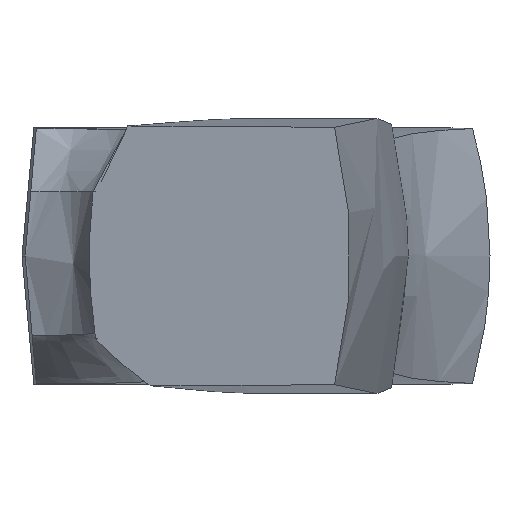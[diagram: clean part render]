
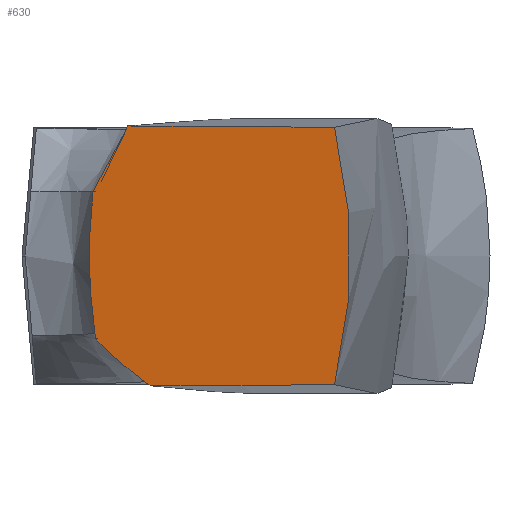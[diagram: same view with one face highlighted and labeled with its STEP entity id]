
A CAD part, front view. The second image highlights one B-rep face of the part: STEP entity #630.
In plain terms, the highlighted planar face has unit normal (-0.17, -0.985, 0).
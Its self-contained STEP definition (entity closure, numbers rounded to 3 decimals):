
#65=ELLIPSE('',#680,3903.504,663.919);
#66=ELLIPSE('',#682,3903.504,663.919);
#71=PLANE('',#679);
#86=CIRCLE('',#678,28.625);
#87=CIRCLE('',#681,28.625);
#102=FACE_OUTER_BOUND('',#139,.T.);
#139=EDGE_LOOP('',(#443,#444,#445,#446,#447,#448));
#174=B_SPLINE_CURVE_WITH_KNOTS('',3,(#947,#948,#949,#950,#951,#952,#953,
#954,#955,#956,#957,#958,#959,#960,#961,#962,#963,#964),.UNSPECIFIED.,.F.,
 .F.,(4,2,2,2,2,2,2,2,4),(0.,0.001,0.006,
0.043,0.232,0.311,0.333,
0.339,0.343),.UNSPECIFIED.);
#193=B_SPLINE_CURVE_WITH_KNOTS('',3,(#1289,#1290,#1291,#1292),
 .UNSPECIFIED.,.F.,.F.,(4,4),(-0.408,0.),.UNSPECIFIED.);
#240=VERTEX_POINT('',#945);
#241=VERTEX_POINT('',#946);
#255=VERTEX_POINT('',#1242);
#258=VERTEX_POINT('',#1283);
#259=VERTEX_POINT('',#1285);
#260=VERTEX_POINT('',#1287);
#307=EDGE_CURVE('',#240,#241,#174,.T.);
#327=EDGE_CURVE('',#255,#241,#86,.T.);
#331=EDGE_CURVE('',#240,#258,#65,.T.);
#332=EDGE_CURVE('',#258,#259,#87,.T.);
#333=EDGE_CURVE('',#259,#260,#66,.T.);
#334=EDGE_CURVE('',#260,#255,#193,.T.);
#443=ORIENTED_EDGE('',*,*,#307,.F.);
#444=ORIENTED_EDGE('',*,*,#331,.T.);
#445=ORIENTED_EDGE('',*,*,#332,.T.);
#446=ORIENTED_EDGE('',*,*,#333,.T.);
#447=ORIENTED_EDGE('',*,*,#334,.T.);
#448=ORIENTED_EDGE('',*,*,#327,.T.);
#630=ADVANCED_FACE('',(#102),#71,.T.);
#678=AXIS2_PLACEMENT_3D('',#1243,#715,#716);
#679=AXIS2_PLACEMENT_3D('',#1282,#717,#718);
#680=AXIS2_PLACEMENT_3D('',#1284,#719,#720);
#681=AXIS2_PLACEMENT_3D('',#1286,#721,#722);
#682=AXIS2_PLACEMENT_3D('',#1288,#723,#724);
#715=DIRECTION('center_axis',(-0.17,-0.985,0.));
#716=DIRECTION('ref_axis',(0.951,-0.164,-0.262));
#717=DIRECTION('center_axis',(-0.17,-0.985,0.));
#718=DIRECTION('ref_axis',(0.985,-0.17,0.));
#719=DIRECTION('center_axis',(-0.17,-0.985,0.));
#720=DIRECTION('ref_axis',(0.985,-0.17,0.));
#721=DIRECTION('center_axis',(-0.17,-0.985,0.));
#722=DIRECTION('ref_axis',(-0.951,0.164,0.262));
#723=DIRECTION('center_axis',(-0.17,-0.985,0.));
#724=DIRECTION('ref_axis',(0.985,-0.17,0.));
#945=CARTESIAN_POINT('',(7.591,-125.744,-7.084));
#946=CARTESIAN_POINT('',(4.537,-125.217,-4.482));
#947=CARTESIAN_POINT('Ctrl Pts',(7.591,-125.744,-7.084));
#948=CARTESIAN_POINT('Ctrl Pts',(7.586,-125.743,-7.084));
#949=CARTESIAN_POINT('Ctrl Pts',(7.58,-125.742,-7.083));
#950=CARTESIAN_POINT('Ctrl Pts',(7.558,-125.738,-7.077));
#951=CARTESIAN_POINT('Ctrl Pts',(7.535,-125.734,-7.066));
#952=CARTESIAN_POINT('Ctrl Pts',(7.37,-125.706,-6.978));
#953=CARTESIAN_POINT('Ctrl Pts',(7.089,-125.657,-6.767));
#954=CARTESIAN_POINT('Ctrl Pts',(6.435,-125.544,-6.268));
#955=CARTESIAN_POINT('Ctrl Pts',(5.719,-125.421,-5.661));
#956=CARTESIAN_POINT('Ctrl Pts',(4.976,-125.292,-4.974));
#957=CARTESIAN_POINT('Ctrl Pts',(4.794,-125.261,-4.797));
#958=CARTESIAN_POINT('Ctrl Pts',(4.641,-125.235,-4.631));
#959=CARTESIAN_POINT('Ctrl Pts',(4.599,-125.227,-4.582));
#960=CARTESIAN_POINT('Ctrl Pts',(4.562,-125.221,-4.531));
#961=CARTESIAN_POINT('Ctrl Pts',(4.552,-125.219,-4.518));
#962=CARTESIAN_POINT('Ctrl Pts',(4.541,-125.217,-4.497));
#963=CARTESIAN_POINT('Ctrl Pts',(4.538,-125.217,-4.489));
#964=CARTESIAN_POINT('Ctrl Pts',(4.537,-125.217,-4.482));
#1242=CARTESIAN_POINT('',(4.401,-125.193,3.5));
#1243=CARTESIAN_POINT('Origin',(32.397,-130.025,0.));
#1282=CARTESIAN_POINT('Origin',(4.189,-125.157,0.));
#1283=CARTESIAN_POINT('',(17.572,-127.467,-7.021));
#1284=CARTESIAN_POINT('Origin',(-128.596,-102.238,656.419));
#1285=CARTESIAN_POINT('',(17.572,-127.467,7.021));
#1286=CARTESIAN_POINT('Origin',(-9.774,-122.747,0.));
#1287=CARTESIAN_POINT('',(6.3,-125.521,7.092));
#1288=CARTESIAN_POINT('Origin',(-128.596,-102.238,-656.419));
#1289=CARTESIAN_POINT('Ctrl Pts',(6.3,-125.521,7.092));
#1290=CARTESIAN_POINT('Ctrl Pts',(5.667,-125.412,5.894));
#1291=CARTESIAN_POINT('Ctrl Pts',(5.034,-125.302,4.697));
#1292=CARTESIAN_POINT('Ctrl Pts',(4.401,-125.193,3.5));
